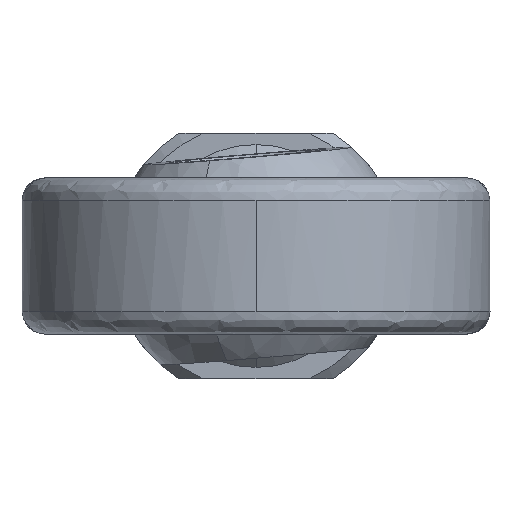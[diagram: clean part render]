
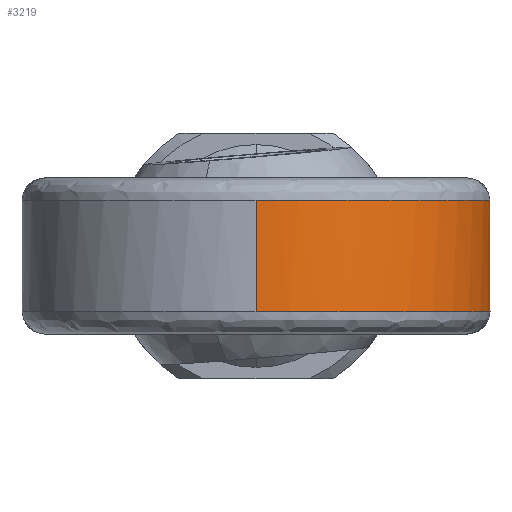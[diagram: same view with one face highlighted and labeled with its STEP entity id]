
A CAD part, left-side view. The second image highlights one B-rep face of the part: STEP entity #3219.
In plain terms, the highlighted cylindrical face has radius 10.5 mm (diameter 21 mm), a partial arc.
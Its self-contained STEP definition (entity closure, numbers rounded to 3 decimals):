
#35 = FACE_OUTER_BOUND ( 'NONE', #2096, .T. ) ;
#61 = VERTEX_POINT ( 'NONE', #2655 ) ;
#299 = CARTESIAN_POINT ( 'NONE',  ( 5.217, -9.162, -2.5 ) ) ;
#300 = CARTESIAN_POINT ( 'NONE',  ( 2.56, -10.228, 2.5 ) ) ;
#355 = CARTESIAN_POINT ( 'NONE',  ( 2.56, -10.228, -2.5 ) ) ;
#369 = CARTESIAN_POINT ( 'NONE',  ( -5.706, -8.866, 2.5 ) ) ;
#385 = CARTESIAN_POINT ( 'NONE',  ( -8.486, -6.256, 2.5 ) ) ;
#422 = CARTESIAN_POINT ( 'NONE',  ( -10.5, -0.953, 2.5 ) ) ;
#442 = LINE ( 'NONE', #1214, #1875 ) ;
#548 = CARTESIAN_POINT ( 'NONE',  ( -8.486, -6.256, -2.5 ) ) ;
#568 = CARTESIAN_POINT ( 'NONE',  ( -6.49, -8.309, 2.5 ) ) ;
#713 = ORIENTED_EDGE ( 'NONE', *, *, #785, .T. ) ;
#739 = ORIENTED_EDGE ( 'NONE', *, *, #2395, .F. ) ;
#785 = EDGE_CURVE ( 'NONE', #2261, #1613, #1896, .T. ) ;
#807 = CARTESIAN_POINT ( 'NONE',  ( -10.369, -1.906, -2.5 ) ) ;
#827 = CARTESIAN_POINT ( 'NONE',  ( -0.286, -10.539, 2.5 ) ) ;
#834 = ORIENTED_EDGE ( 'NONE', *, *, #2616, .T. ) ;
#862 = CARTESIAN_POINT ( 'NONE',  ( -6.49, -8.309, -2.5 ) ) ;
#864 = CARTESIAN_POINT ( 'NONE',  ( -10.5, 0., -2.5 ) ) ;
#939 = VECTOR ( 'NONE', #3338, 1000. ) ;
#969 = DIRECTION ( 'NONE',  ( 0., 0., -1. ) ) ;
#1185 = VERTEX_POINT ( 'NONE', #3118 ) ;
#1214 = CARTESIAN_POINT ( 'NONE',  ( 5.999, -8.617, 3.5 ) ) ;
#1349 = CARTESIAN_POINT ( 'NONE',  ( -3.111, -10.074, 2.5 ) ) ;
#1363 = CARTESIAN_POINT ( 'NONE',  ( -9.856, -3.743, -2.5 ) ) ;
#1380 = CARTESIAN_POINT ( 'NONE',  ( 4.36, -9.599, -2.5 ) ) ;
#1490 = CARTESIAN_POINT ( 'NONE',  ( -10.369, -1.906, 2.5 ) ) ;
#1603 = CARTESIAN_POINT ( 'NONE',  ( -5.706, -8.866, -2.5 ) ) ;
#1604 = CARTESIAN_POINT ( 'NONE',  ( 5.217, -9.162, 2.5 ) ) ;
#1613 = VERTEX_POINT ( 'NONE', #1813 ) ;
#1799 = DIRECTION ( 'NONE',  ( -1., 0., 0. ) ) ;
#1813 = CARTESIAN_POINT ( 'NONE',  ( 5.999, -8.617, -2.5 ) ) ;
#1874 = CYLINDRICAL_SURFACE ( 'NONE', #2965, 10.5 ) ;
#1875 = VECTOR ( 'NONE', #969, 1000. ) ;
#1896 = B_SPLINE_CURVE_WITH_KNOTS ( 'NONE', 3,
 ( #3160, #2110, #807, #1363, #2928, #548, #2396, #862, #1603, #2650, #1910, #2959, #2381, #2146, #355, #1380, #299, #3193 ),
 .UNSPECIFIED., .F., .F.,
 ( 4, 2, 2, 2, 2, 2, 2, 2, 4 ),
 ( 0.5, 0.563, 0.625, 0.688, 0.75, 0.813, 0.875, 0.938, 1. ),
 .UNSPECIFIED. ) ;
#1910 = CARTESIAN_POINT ( 'NONE',  ( -3.111, -10.074, -2.5 ) ) ;
#1931 = CARTESIAN_POINT ( 'NONE',  ( 5.999, -8.617, 2.5 ) ) ;
#1997 = CARTESIAN_POINT ( 'NONE',  ( -10.5, 0., 2.5 ) ) ;
#2096 = EDGE_LOOP ( 'NONE', ( #2750, #834, #713, #739 ) ) ;
#2099 = B_SPLINE_CURVE_WITH_KNOTS ( 'NONE', 3,
 ( #1931, #1604, #2165, #300, #2721, #827, #3209, #1349, #2929, #369, #568, #3013, #385, #2512, #2782, #1490, #422, #1997 ),
 .UNSPECIFIED., .F., .F.,
 ( 4, 2, 2, 2, 2, 2, 2, 2, 4 ),
 ( 0., 0.063, 0.125, 0.188, 0.25, 0.313, 0.375, 0.438, 0.5 ),
 .UNSPECIFIED. ) ;
#2110 = CARTESIAN_POINT ( 'NONE',  ( -10.5, -0.953, -2.5 ) ) ;
#2123 = DIRECTION ( 'NONE',  ( 0., 0., -1. ) ) ;
#2146 = CARTESIAN_POINT ( 'NONE',  ( 1.617, -10.418, -2.5 ) ) ;
#2165 = CARTESIAN_POINT ( 'NONE',  ( 4.36, -9.599, 2.5 ) ) ;
#2261 = VERTEX_POINT ( 'NONE', #864 ) ;
#2290 = CARTESIAN_POINT ( 'NONE',  ( -10.5, 0., 3.5 ) ) ;
#2326 = LINE ( 'NONE', #2290, #939 ) ;
#2332 = EDGE_CURVE ( 'NONE', #1185, #61, #2099, .T. ) ;
#2381 = CARTESIAN_POINT ( 'NONE',  ( -0.286, -10.539, -2.5 ) ) ;
#2395 = EDGE_CURVE ( 'NONE', #1185, #1613, #442, .T. ) ;
#2396 = CARTESIAN_POINT ( 'NONE',  ( -7.881, -7.004, -2.5 ) ) ;
#2512 = CARTESIAN_POINT ( 'NONE',  ( -9.474, -4.626, 2.5 ) ) ;
#2616 = EDGE_CURVE ( 'NONE', #61, #2261, #2326, .T. ) ;
#2650 = CARTESIAN_POINT ( 'NONE',  ( -4.016, -9.748, -2.5 ) ) ;
#2655 = CARTESIAN_POINT ( 'NONE',  ( -10.5, 0., 2.5 ) ) ;
#2721 = CARTESIAN_POINT ( 'NONE',  ( 1.617, -10.418, 2.5 ) ) ;
#2750 = ORIENTED_EDGE ( 'NONE', *, *, #2332, .T. ) ;
#2782 = CARTESIAN_POINT ( 'NONE',  ( -9.856, -3.743, 2.5 ) ) ;
#2928 = CARTESIAN_POINT ( 'NONE',  ( -9.474, -4.626, -2.5 ) ) ;
#2929 = CARTESIAN_POINT ( 'NONE',  ( -4.016, -9.748, 2.5 ) ) ;
#2959 = CARTESIAN_POINT ( 'NONE',  ( -1.245, -10.469, -2.5 ) ) ;
#2965 = AXIS2_PLACEMENT_3D ( 'NONE', #3121, #2123, #1799 ) ;
#3013 = CARTESIAN_POINT ( 'NONE',  ( -7.881, -7.004, 2.5 ) ) ;
#3118 = CARTESIAN_POINT ( 'NONE',  ( 5.999, -8.617, 2.5 ) ) ;
#3121 = CARTESIAN_POINT ( 'NONE',  ( 0., 0., 3.5 ) ) ;
#3160 = CARTESIAN_POINT ( 'NONE',  ( -10.5, 0., -2.5 ) ) ;
#3193 = CARTESIAN_POINT ( 'NONE',  ( 5.999, -8.617, -2.5 ) ) ;
#3209 = CARTESIAN_POINT ( 'NONE',  ( -1.245, -10.469, 2.5 ) ) ;
#3219 = ADVANCED_FACE ( 'NONE', ( #35 ), #1874, .T. ) ;
#3338 = DIRECTION ( 'NONE',  ( 0., 0., -1. ) ) ;
